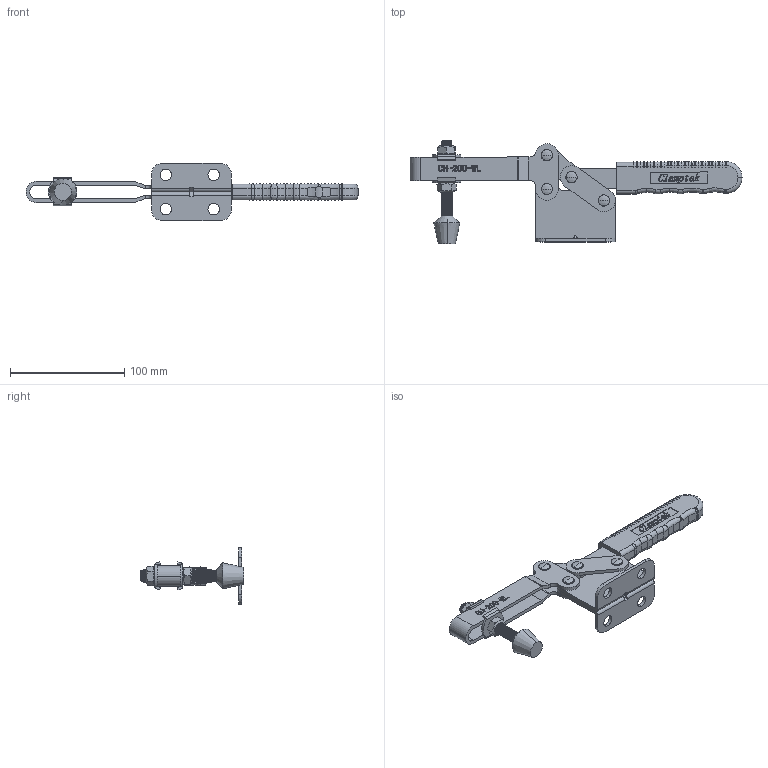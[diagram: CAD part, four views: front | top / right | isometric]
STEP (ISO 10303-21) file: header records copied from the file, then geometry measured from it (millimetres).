
FILE_DESCRIPTION (( 'STEP AP203' ), '1' );
FILE_NAME ('CH-200-WL.STEP', '2011-05-17T03:10:42', ( '微软用户' ), ( '微软中国' ), 'SwSTEP 2.0', 'SolidWorks 2010', '' );
FILE_SCHEMA (( 'CONFIG_CONTROL_DESIGN' ));
Length unit declared in the file: millimetre
Products named in the file (10): 38312-01; FW380; 200-WL-02; 200-W-05; 200-W-04; 38312; 200-W-06; CH-200-WL; 200-W-01; 200-W-03
Assembly tree (15 placements, depth 2):
  CH-200-WL
    38312-01  x2
    200-W-05  x4
    200-W-04  x2
    FW380  x2
    200-W-01
    200-W-06
    200-WL-02
    38312
    200-W-03
Bounding box: 291.15 x 91.04 x 50 mm (x, y, z)
Volume: 116561.7 mm3; surface area: 73533.7 mm2
Topology: 16 solids, 17 shells, 1558 faces, 4099 edges, 2625 vertices
Faces by surface type: plane 595, cylinder 447, bspline 336, torus 112, cone 54, sphere 14
Entity records: 76694 total; most frequent: CARTESIAN_POINT 42374, ORIENTED_EDGE 7584, DIRECTION 5809, EDGE_CURVE 3792, VERTEX_POINT 2437, LINE 2143, VECTOR 2143, AXIS2_PLACEMENT_3D 1833
